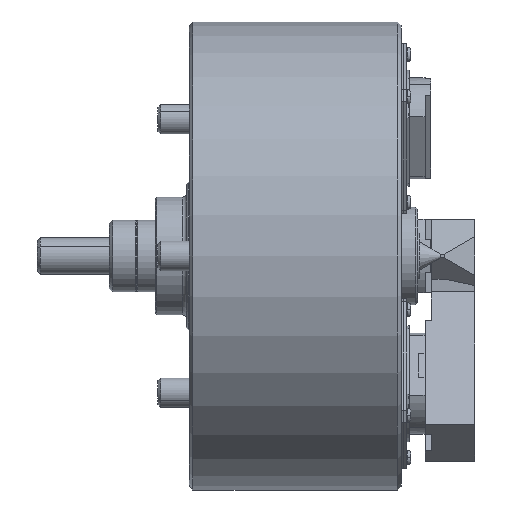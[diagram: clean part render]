
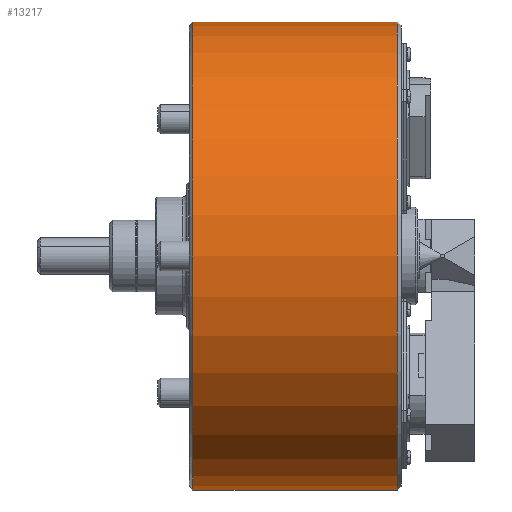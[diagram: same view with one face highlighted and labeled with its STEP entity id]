
A CAD part, front view. The second image highlights one B-rep face of the part: STEP entity #13217.
In plain terms, the highlighted cylindrical face has radius 127 mm (diameter 254 mm), a partial arc.
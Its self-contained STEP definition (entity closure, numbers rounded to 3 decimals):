
#228 = AXIS2_PLACEMENT_3D ( 'NONE', #15383, #4420, #4344 ) ;
#1981 = CARTESIAN_POINT ( 'NONE',  ( 2., 0., 0. ) ) ;
#2276 = CIRCLE ( 'NONE', #228, 127. ) ;
#2329 = VERTEX_POINT ( 'NONE', #10007 ) ;
#2664 = LINE ( 'NONE', #6480, #7580 ) ;
#2910 = CARTESIAN_POINT ( 'NONE',  ( 0., 0., -127. ) ) ;
#3217 = ORIENTED_EDGE ( 'NONE', *, *, #18430, .T. ) ;
#3562 = DIRECTION ( 'NONE',  ( 0., 0., 1. ) ) ;
#3618 = CARTESIAN_POINT ( 'NONE',  ( 2., 0., -127. ) ) ;
#4344 = DIRECTION ( 'NONE',  ( 0., 0., -1. ) ) ;
#4420 = DIRECTION ( 'NONE',  ( -1., 0., 0. ) ) ;
#4688 = ORIENTED_EDGE ( 'NONE', *, *, #13437, .T. ) ;
#6480 = CARTESIAN_POINT ( 'NONE',  ( 0., 0., 127. ) ) ;
#7472 = CARTESIAN_POINT ( 'NONE',  ( 0., 0., 0. ) ) ;
#7580 = VECTOR ( 'NONE', #8075, 1000. ) ;
#8075 = DIRECTION ( 'NONE',  ( 1., 0., 0. ) ) ;
#9546 = VERTEX_POINT ( 'NONE', #3618 ) ;
#9686 = VERTEX_POINT ( 'NONE', #11977 ) ;
#10007 = CARTESIAN_POINT ( 'NONE',  ( 2., 0., 127. ) ) ;
#10509 = CYLINDRICAL_SURFACE ( 'NONE', #12341, 127. ) ;
#10686 = EDGE_LOOP ( 'NONE', ( #15101, #4688, #17758, #3217 ) ) ;
#11830 = VERTEX_POINT ( 'NONE', #17056 ) ;
#11977 = CARTESIAN_POINT ( 'NONE',  ( 113., 0., 127. ) ) ;
#12112 = EDGE_CURVE ( 'NONE', #2329, #9686, #2664, .T. ) ;
#12341 = AXIS2_PLACEMENT_3D ( 'NONE', #7472, #19933, #20160 ) ;
#12969 = DIRECTION ( 'NONE',  ( 1., 0., 0. ) ) ;
#13217 = ADVANCED_FACE ( 'NONE', ( #14198 ), #10509, .T. ) ;
#13437 = EDGE_CURVE ( 'NONE', #2329, #9546, #17903, .T. ) ;
#14198 = FACE_OUTER_BOUND ( 'NONE', #10686, .T. ) ;
#15079 = AXIS2_PLACEMENT_3D ( 'NONE', #1981, #12969, #3562 ) ;
#15101 = ORIENTED_EDGE ( 'NONE', *, *, #12112, .F. ) ;
#15121 = LINE ( 'NONE', #2910, #18826 ) ;
#15383 = CARTESIAN_POINT ( 'NONE',  ( 113., 0., 0. ) ) ;
#16197 = EDGE_CURVE ( 'NONE', #9546, #11830, #15121, .T. ) ;
#17056 = CARTESIAN_POINT ( 'NONE',  ( 113., 0., -127. ) ) ;
#17758 = ORIENTED_EDGE ( 'NONE', *, *, #16197, .T. ) ;
#17903 = CIRCLE ( 'NONE', #15079, 127. ) ;
#18430 = EDGE_CURVE ( 'NONE', #11830, #9686, #2276, .T. ) ;
#18826 = VECTOR ( 'NONE', #20307, 1000. ) ;
#19933 = DIRECTION ( 'NONE',  ( 1., 0., 0. ) ) ;
#20160 = DIRECTION ( 'NONE',  ( 0., 0., -1. ) ) ;
#20307 = DIRECTION ( 'NONE',  ( 1., 0., 0. ) ) ;
